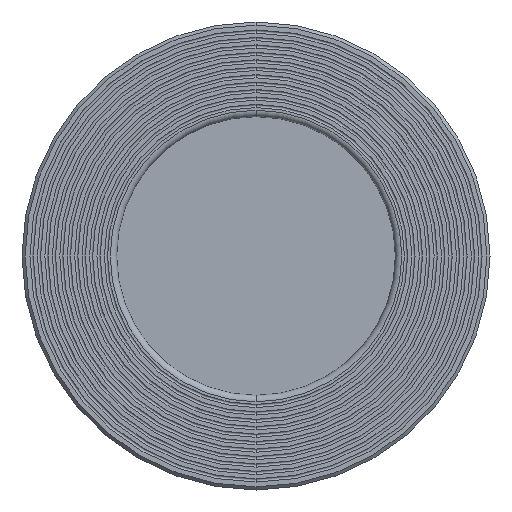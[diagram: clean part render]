
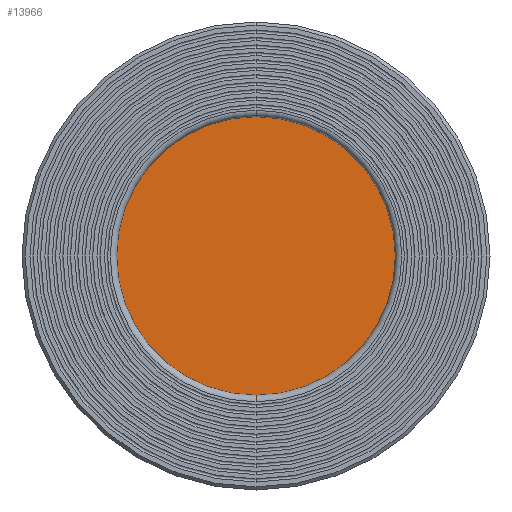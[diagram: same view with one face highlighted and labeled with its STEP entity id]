
A CAD part, front view. The second image highlights one B-rep face of the part: STEP entity #13966.
In plain terms, the highlighted planar face has unit normal (0, -1, 0).
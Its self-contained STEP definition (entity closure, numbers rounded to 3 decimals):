
#35 = DIRECTION ( 'NONE',  ( 0., -1., 0. ) ) ;
#138 = AXIS2_PLACEMENT_3D ( 'NONE', #11750, #4620, #12945 ) ;
#767 = ORIENTED_EDGE ( 'NONE', *, *, #10646, .T. ) ;
#1112 = DIRECTION ( 'NONE',  ( 0., 0., -1. ) ) ;
#1738 = AXIS2_PLACEMENT_3D ( 'NONE', #7148, #35, #8345 ) ;
#3460 = CARTESIAN_POINT ( 'NONE',  ( -65.5, 15., 0. ) ) ;
#3470 = CARTESIAN_POINT ( 'NONE',  ( 0., 15., 65.5 ) ) ;
#3528 = CIRCLE ( 'NONE', #1738, 65.5 ) ;
#4620 = DIRECTION ( 'NONE',  ( 0., -1., 0. ) ) ;
#5724 = CIRCLE ( 'NONE', #138, 65.5 ) ;
#5852 = CARTESIAN_POINT ( 'NONE',  ( 0., 15., -65.5 ) ) ;
#6008 = VERTEX_POINT ( 'NONE', #3470 ) ;
#6051 = VERTEX_POINT ( 'NONE', #5852 ) ;
#7148 = CARTESIAN_POINT ( 'NONE',  ( 0., 15., 0. ) ) ;
#8225 = DIRECTION ( 'NONE',  ( 0., -1., 0. ) ) ;
#8345 = DIRECTION ( 'NONE',  ( 0., 0., -1. ) ) ;
#8746 = EDGE_CURVE ( 'NONE', #6008, #6051, #3528, .T. ) ;
#9515 = AXIS2_PLACEMENT_3D ( 'NONE', #3460, #8225, #1112 ) ;
#10277 = EDGE_LOOP ( 'NONE', ( #767, #10314 ) ) ;
#10314 = ORIENTED_EDGE ( 'NONE', *, *, #8746, .T. ) ;
#10646 = EDGE_CURVE ( 'NONE', #6051, #6008, #5724, .T. ) ;
#11750 = CARTESIAN_POINT ( 'NONE',  ( 0., 15., 0. ) ) ;
#12945 = DIRECTION ( 'NONE',  ( 0., 0., -1. ) ) ;
#13094 = FACE_OUTER_BOUND ( 'NONE', #10277, .T. ) ;
#13966 = ADVANCED_FACE ( 'NONE', ( #13094 ), #14150, .T. ) ;
#14150 = PLANE ( 'NONE',  #9515 ) ;
